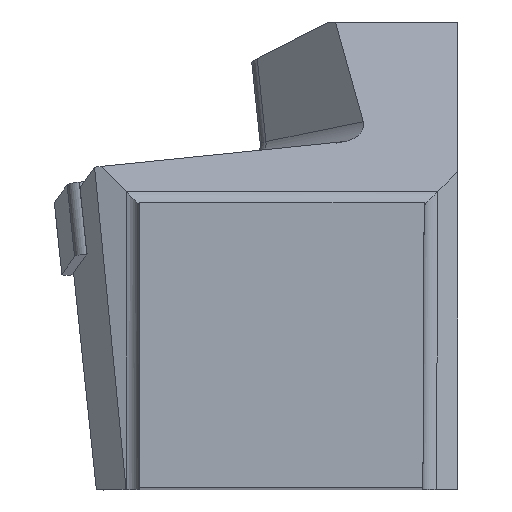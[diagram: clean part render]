
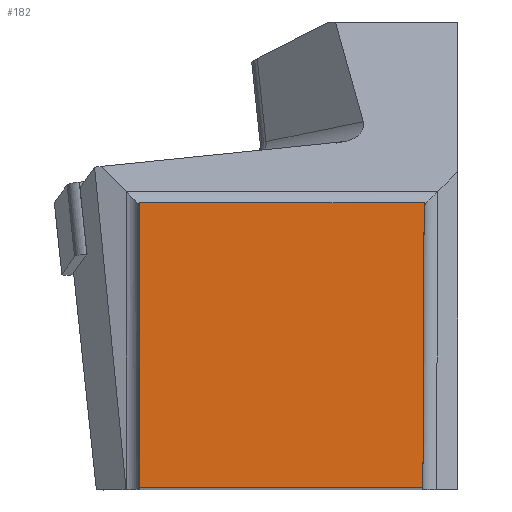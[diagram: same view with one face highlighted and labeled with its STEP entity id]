
A CAD part, top view. The second image highlights one B-rep face of the part: STEP entity #182.
In plain terms, the highlighted planar face has unit normal (0, 0, 1).
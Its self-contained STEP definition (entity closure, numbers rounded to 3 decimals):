
#138=FACE_OUTER_BOUND('',#436,.T.);
#182=ADVANCED_FACE('SHANK_FACE_BACK',(#138),#222,.F.);
#222=PLANE('',#1005);
#277=LINE('',#1485,#360);
#299=LINE('',#1538,#382);
#300=LINE('',#1540,#383);
#301=LINE('',#1542,#384);
#360=VECTOR('',#1154,1.);
#382=VECTOR('',#1204,1.);
#383=VECTOR('',#1205,1.);
#384=VECTOR('',#1206,1.);
#436=EDGE_LOOP('',(#592,#593,#594,#595));
#592=ORIENTED_EDGE('',*,*,#846,.F.);
#593=ORIENTED_EDGE('',*,*,#818,.T.);
#594=ORIENTED_EDGE('',*,*,#847,.T.);
#595=ORIENTED_EDGE('',*,*,#848,.F.);
#732=VERTEX_POINT('',#1484);
#733=VERTEX_POINT('',#1486);
#750=VERTEX_POINT('',#1539);
#751=VERTEX_POINT('',#1541);
#818=EDGE_CURVE('',#733,#732,#277,.T.);
#846=EDGE_CURVE('',#733,#750,#299,.T.);
#847=EDGE_CURVE('',#732,#751,#300,.T.);
#848=EDGE_CURVE('',#750,#751,#301,.T.);
#1005=AXIS2_PLACEMENT_3D('',#1543,#1207,#1208);
#1154=DIRECTION('',(1.,0.,0.));
#1204=DIRECTION('',(0.,1.,0.));
#1205=DIRECTION('',(0.004,1.,0.));
#1206=DIRECTION('',(1.,0.,0.));
#1207=DIRECTION('',(0.,0.,-1.));
#1208=DIRECTION('',(-0.995,-0.105,0.));
#1484=CARTESIAN_POINT('',(-0.109,0.,0.));
#1485=CARTESIAN_POINT('',(-35.441,0.,0.));
#1486=CARTESIAN_POINT('',(-24.875,0.,0.));
#1538=CARTESIAN_POINT('',(-24.875,-6.744,0.));
#1539=CARTESIAN_POINT('',(-24.875,24.875,0.));
#1540=CARTESIAN_POINT('',(-0.808,-160.194,0.));
#1541=CARTESIAN_POINT('',(0.,24.875,0.));
#1542=CARTESIAN_POINT('',(-35.441,24.875,0.));
#1543=CARTESIAN_POINT('',(0.,0.,0.));
